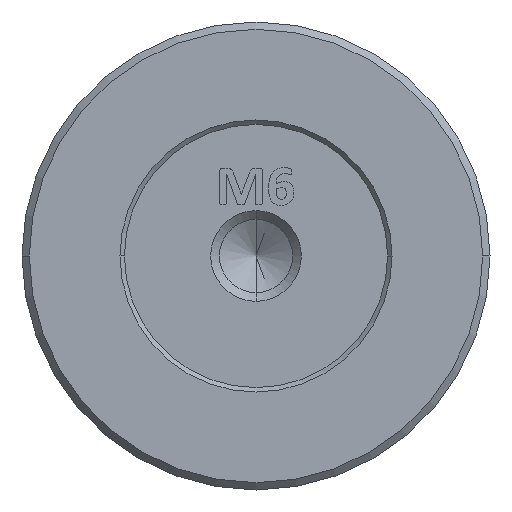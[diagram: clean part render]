
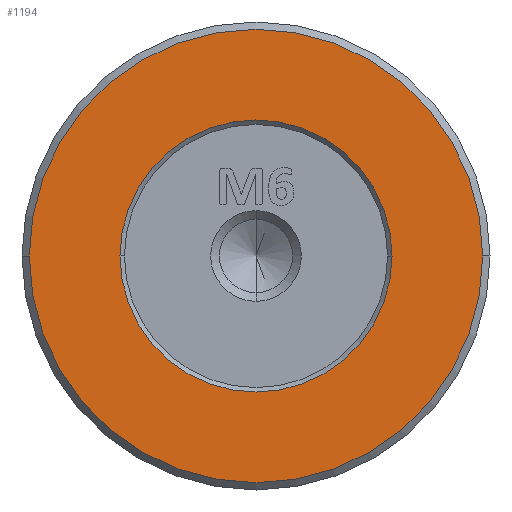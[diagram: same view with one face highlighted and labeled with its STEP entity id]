
A CAD part, left-side view. The second image highlights one B-rep face of the part: STEP entity #1194.
In plain terms, the highlighted planar face has unit normal (-1, 0, 0).
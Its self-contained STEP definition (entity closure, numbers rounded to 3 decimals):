
#280 = FACE_BOUND ( 'NONE', #14687, .T. ) ;
#593 = DIRECTION ( 'NONE',  ( -1., 0., 0. ) ) ;
#729 = EDGE_CURVE ( 'NONE', #24337, #14855, #29503, .T. ) ;
#745 = CARTESIAN_POINT ( 'NONE',  ( -116.721, 5.347, -1.811 ) ) ;
#933 = ORIENTED_EDGE ( 'NONE', *, *, #729, .T. ) ;
#1194 = ADVANCED_FACE ( 'NONE', ( #280, #9540 ), #18698, .T. ) ;
#1836 = DIRECTION ( 'NONE',  ( 0., -1., 0. ) ) ;
#2129 = CARTESIAN_POINT ( 'NONE',  ( -116.721, 5.347, -1.811 ) ) ;
#2420 = CARTESIAN_POINT ( 'NONE',  ( -116.721, 5.347, -1.811 ) ) ;
#3458 = EDGE_CURVE ( 'NONE', #25927, #21777, #25654, .T. ) ;
#6284 = DIRECTION ( 'NONE',  ( 0., -1., 0. ) ) ;
#6394 = EDGE_LOOP ( 'NONE', ( #10199, #20187 ) ) ;
#7467 = CARTESIAN_POINT ( 'NONE',  ( -116.721, 20.847, -1.811 ) ) ;
#9060 = CARTESIAN_POINT ( 'NONE',  ( -116.721, -3.953, -1.811 ) ) ;
#9540 = FACE_OUTER_BOUND ( 'NONE', #6394, .T. ) ;
#10199 = ORIENTED_EDGE ( 'NONE', *, *, #29566, .T. ) ;
#10412 = ORIENTED_EDGE ( 'NONE', *, *, #29448, .T. ) ;
#10677 = CARTESIAN_POINT ( 'NONE',  ( -116.721, 5.347, -1.811 ) ) ;
#13495 = AXIS2_PLACEMENT_3D ( 'NONE', #2420, #14267, #27950 ) ;
#14267 = DIRECTION ( 'NONE',  ( -1., 0., 0. ) ) ;
#14687 = EDGE_LOOP ( 'NONE', ( #10412, #933 ) ) ;
#14855 = VERTEX_POINT ( 'NONE', #9060 ) ;
#17017 = DIRECTION ( 'NONE',  ( 0., -1., 0. ) ) ;
#18365 = AXIS2_PLACEMENT_3D ( 'NONE', #10677, #19826, #6284 ) ;
#18574 = AXIS2_PLACEMENT_3D ( 'NONE', #2129, #20681, #1836 ) ;
#18698 = PLANE ( 'NONE',  #13495 ) ;
#19300 = CARTESIAN_POINT ( 'NONE',  ( -116.721, 5.347, -1.811 ) ) ;
#19826 = DIRECTION ( 'NONE',  ( -1., 0., 0. ) ) ;
#20154 = DIRECTION ( 'NONE',  ( 0., -1., 0. ) ) ;
#20187 = ORIENTED_EDGE ( 'NONE', *, *, #3458, .T. ) ;
#20681 = DIRECTION ( 'NONE',  ( 1., 0., 0. ) ) ;
#21777 = VERTEX_POINT ( 'NONE', #7467 ) ;
#22713 = CARTESIAN_POINT ( 'NONE',  ( -116.721, -10.153, -1.811 ) ) ;
#23202 = AXIS2_PLACEMENT_3D ( 'NONE', #745, #28997, #17017 ) ;
#24337 = VERTEX_POINT ( 'NONE', #26678 ) ;
#24399 = AXIS2_PLACEMENT_3D ( 'NONE', #19300, #593, #20154 ) ;
#24904 = CIRCLE ( 'NONE', #24399, 15.5 ) ;
#25654 = CIRCLE ( 'NONE', #18365, 15.5 ) ;
#25927 = VERTEX_POINT ( 'NONE', #22713 ) ;
#26678 = CARTESIAN_POINT ( 'NONE',  ( -116.721, 14.647, -1.811 ) ) ;
#27775 = CIRCLE ( 'NONE', #18574, 9.3 ) ;
#27950 = DIRECTION ( 'NONE',  ( 0., 1., 0. ) ) ;
#28997 = DIRECTION ( 'NONE',  ( 1., 0., 0. ) ) ;
#29448 = EDGE_CURVE ( 'NONE', #14855, #24337, #27775, .T. ) ;
#29503 = CIRCLE ( 'NONE', #23202, 9.3 ) ;
#29566 = EDGE_CURVE ( 'NONE', #21777, #25927, #24904, .T. ) ;
